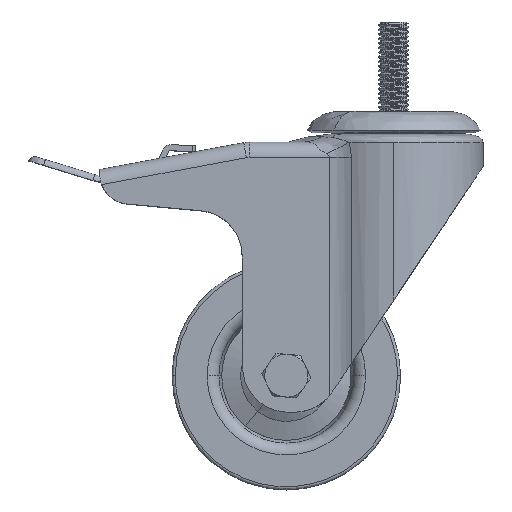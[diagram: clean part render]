
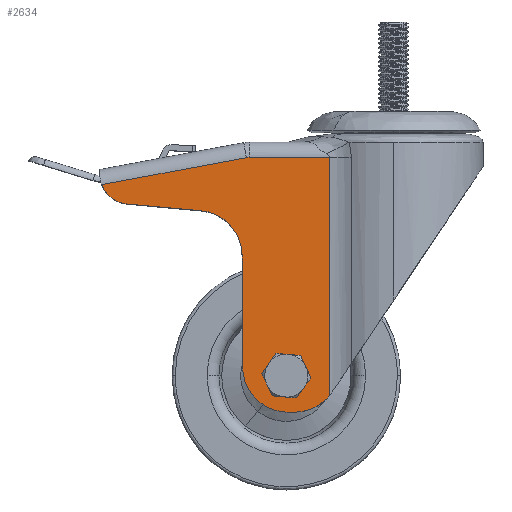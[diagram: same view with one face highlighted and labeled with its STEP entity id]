
A CAD part, top view. The second image highlights one B-rep face of the part: STEP entity #2634.
In plain terms, the highlighted planar face has unit normal (0, 0, 1).
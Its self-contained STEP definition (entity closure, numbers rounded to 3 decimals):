
#721 = VERTEX_POINT ( 'NONE', #16920 ) ;
#742 = LINE ( 'NONE', #5955, #16947 ) ;
#883 = ORIENTED_EDGE ( 'NONE', *, *, #14320, .T. ) ;
#1030 = DIRECTION ( 'NONE',  ( 1., 0., 0. ) ) ;
#1063 = CARTESIAN_POINT ( 'NONE',  ( -55.333, 14.602, 23.819 ) ) ;
#1628 = VECTOR ( 'NONE', #18137, 1000. ) ;
#2115 = ORIENTED_EDGE ( 'NONE', *, *, #8040, .F. ) ;
#2377 = VERTEX_POINT ( 'NONE', #21359 ) ;
#2634 = ADVANCED_FACE ( 'NONE', ( #12550, #12434 ), #9090, .T. ) ;
#2974 = DIRECTION ( 'NONE',  ( 0., 0., -1. ) ) ;
#3229 = CARTESIAN_POINT ( 'NONE',  ( -55.025, 14.602, 23.819 ) ) ;
#3289 = EDGE_LOOP ( 'NONE', ( #7433, #21340, #7835, #23651, #9826, #2115, #10614, #12491, #7268, #6148, #883 ) ) ;
#3382 = VERTEX_POINT ( 'NONE', #11509 ) ;
#3725 = DIRECTION ( 'NONE',  ( 1., 0., 0. ) ) ;
#4133 = CARTESIAN_POINT ( 'NONE',  ( -71.001, -2.913, 23.819 ) ) ;
#4154 = CARTESIAN_POINT ( 'NONE',  ( -42.25, -54.148, 23.819 ) ) ;
#4359 = VERTEX_POINT ( 'NONE', #23685 ) ;
#4521 = CARTESIAN_POINT ( 'NONE',  ( -94.205, 9.235, 23.819 ) ) ;
#4697 = DIRECTION ( 'NONE',  ( 0., 0., -1. ) ) ;
#4704 = LINE ( 'NONE', #19347, #20602 ) ;
#4866 = CARTESIAN_POINT ( 'NONE',  ( -55.942, 14.517, 23.819 ) ) ;
#4966 = CARTESIAN_POINT ( 'NONE',  ( -55.025, 14.602, 23.819 ) ) ;
#4968 = VECTOR ( 'NONE', #17460, 1000. ) ;
#5922 = CIRCLE ( 'NONE', #9378, 4. ) ;
#5955 = CARTESIAN_POINT ( 'NONE',  ( -24.45, 14.602, 23.819 ) ) ;
#6042 = DIRECTION ( 'NONE',  ( 1., 0., 0. ) ) ;
#6148 = ORIENTED_EDGE ( 'NONE', *, *, #11470, .T. ) ;
#6187 = LINE ( 'NONE', #9789, #4968 ) ;
#6528 = CARTESIAN_POINT ( 'NONE',  ( -40.219, -54.148, 23.819 ) ) ;
#6543 = DIRECTION ( 'NONE',  ( 0., 0., -1. ) ) ;
#6647 = CARTESIAN_POINT ( 'NONE',  ( -55.639, 14.574, 23.819 ) ) ;
#6846 = CARTESIAN_POINT ( 'NONE',  ( -28.672, -63.722, 23.819 ) ) ;
#7101 = AXIS2_PLACEMENT_3D ( 'NONE', #4521, #6543, #11779 ) ;
#7167 = EDGE_CURVE ( 'NONE', #21157, #22547, #11682, .T. ) ;
#7268 = ORIENTED_EDGE ( 'NONE', *, *, #8484, .T. ) ;
#7433 = ORIENTED_EDGE ( 'NONE', *, *, #16965, .F. ) ;
#7835 = ORIENTED_EDGE ( 'NONE', *, *, #12418, .F. ) ;
#8040 = EDGE_CURVE ( 'NONE', #13646, #10199, #20718, .T. ) ;
#8170 = CIRCLE ( 'NONE', #12359, 15. ) ;
#8181 = CARTESIAN_POINT ( 'NONE',  ( -103.537, 5.64, 23.819 ) ) ;
#8484 = EDGE_CURVE ( 'NONE', #21157, #19177, #4704, .T. ) ;
#8792 = CARTESIAN_POINT ( 'NONE',  ( -28.672, -69.148, 23.819 ) ) ;
#9027 = LINE ( 'NONE', #8792, #18524 ) ;
#9090 = PLANE ( 'NONE',  #19412 ) ;
#9149 = DIRECTION ( 'NONE',  ( 1., 0., 0. ) ) ;
#9158 = ORIENTED_EDGE ( 'NONE', *, *, #17743, .T. ) ;
#9378 = AXIS2_PLACEMENT_3D ( 'NONE', #14174, #16364, #9149 ) ;
#9679 = DIRECTION ( 'NONE',  ( -1., 0., 0. ) ) ;
#9743 = CIRCLE ( 'NONE', #19338, 4. ) ;
#9789 = CARTESIAN_POINT ( 'NONE',  ( -57.468, 19.454, 23.819 ) ) ;
#9826 = ORIENTED_EDGE ( 'NONE', *, *, #15813, .T. ) ;
#9989 = DIRECTION ( 'NONE',  ( 0., 0., -1. ) ) ;
#10199 = VERTEX_POINT ( 'NONE', #3229 ) ;
#10528 = EDGE_CURVE ( 'NONE', #13646, #22547, #14268, .T. ) ;
#10614 = ORIENTED_EDGE ( 'NONE', *, *, #10528, .T. ) ;
#10967 = EDGE_LOOP ( 'NONE', ( #9158, #11927 ) ) ;
#11071 = CARTESIAN_POINT ( 'NONE',  ( -57.25, -54.193, 23.819 ) ) ;
#11470 = EDGE_CURVE ( 'NONE', #19177, #3382, #19418, .T. ) ;
#11509 = CARTESIAN_POINT ( 'NONE',  ( -57.358, -17.807, 23.819 ) ) ;
#11682 = CIRCLE ( 'NONE', #7101, 10. ) ;
#11779 = DIRECTION ( 'NONE',  ( -1., 0., 0. ) ) ;
#11927 = ORIENTED_EDGE ( 'NONE', *, *, #22248, .T. ) ;
#12244 = CARTESIAN_POINT ( 'NONE',  ( -55.942, 14.517, 23.819 ) ) ;
#12359 = AXIS2_PLACEMENT_3D ( 'NONE', #4154, #9989, #6042 ) ;
#12418 = EDGE_CURVE ( 'NONE', #18504, #16825, #21782, .T. ) ;
#12434 = FACE_BOUND ( 'NONE', #10967, .T. ) ;
#12491 = ORIENTED_EDGE ( 'NONE', *, *, #7167, .F. ) ;
#12550 = FACE_OUTER_BOUND ( 'NONE', #3289, .T. ) ;
#12863 = AXIS2_PLACEMENT_3D ( 'NONE', #13776, #4697, #19341 ) ;
#13531 = CARTESIAN_POINT ( 'NONE',  ( -7.555, -69.148, 23.819 ) ) ;
#13646 = VERTEX_POINT ( 'NONE', #4866 ) ;
#13707 = DIRECTION ( 'NONE',  ( 1., 0., 0. ) ) ;
#13776 = CARTESIAN_POINT ( 'NONE',  ( -72.357, -17.852, 23.819 ) ) ;
#14174 = CARTESIAN_POINT ( 'NONE',  ( -42.841, -57.148, 23.819 ) ) ;
#14254 = VECTOR ( 'NONE', #1030, 1000. ) ;
#14268 = LINE ( 'NONE', #21640, #1628 ) ;
#14320 = EDGE_CURVE ( 'NONE', #3382, #21620, #6187, .T. ) ;
#15272 = CARTESIAN_POINT ( 'NONE',  ( -42.841, -57.148, 23.819 ) ) ;
#15813 = EDGE_CURVE ( 'NONE', #4359, #10199, #742, .T. ) ;
#16360 = DIRECTION ( 'NONE',  ( 0., 1., 0. ) ) ;
#16364 = DIRECTION ( 'NONE',  ( 0., 0., -1. ) ) ;
#16417 = CARTESIAN_POINT ( 'NONE',  ( -24.45, -69.148, 23.819 ) ) ;
#16825 = VERTEX_POINT ( 'NONE', #22264 ) ;
#16920 = CARTESIAN_POINT ( 'NONE',  ( -42.25, -69.148, 23.819 ) ) ;
#16947 = VECTOR ( 'NONE', #9679, 1000. ) ;
#16965 = EDGE_CURVE ( 'NONE', #721, #21620, #8170, .T. ) ;
#17097 = EDGE_CURVE ( 'NONE', #18504, #4359, #9027, .T. ) ;
#17295 = DIRECTION ( 'NONE',  ( 0.996, -0.09, 0. ) ) ;
#17460 = DIRECTION ( 'NONE',  ( 0.003, -1., 0. ) ) ;
#17743 = EDGE_CURVE ( 'NONE', #21375, #2377, #5922, .T. ) ;
#17749 = DIRECTION ( 'NONE',  ( 0., 0., 1. ) ) ;
#17920 = CARTESIAN_POINT ( 'NONE',  ( -95.11, -0.724, 23.819 ) ) ;
#18137 = DIRECTION ( 'NONE',  ( -0.983, -0.183, 0. ) ) ;
#18504 = VERTEX_POINT ( 'NONE', #6846 ) ;
#18524 = VECTOR ( 'NONE', #16360, 1000. ) ;
#18708 = AXIS2_PLACEMENT_3D ( 'NONE', #6528, #2974, #20822 ) ;
#18975 = LINE ( 'NONE', #13531, #14254 ) ;
#19177 = VERTEX_POINT ( 'NONE', #4133 ) ;
#19338 = AXIS2_PLACEMENT_3D ( 'NONE', #15272, #22654, #13707 ) ;
#19341 = DIRECTION ( 'NONE',  ( -1., 0., 0. ) ) ;
#19347 = CARTESIAN_POINT ( 'NONE',  ( -10.102, -8.443, 23.819 ) ) ;
#19412 = AXIS2_PLACEMENT_3D ( 'NONE', #16417, #17749, #3725 ) ;
#19418 = CIRCLE ( 'NONE', #12863, 15. ) ;
#20396 = EDGE_CURVE ( 'NONE', #721, #16825, #18975, .T. ) ;
#20602 = VECTOR ( 'NONE', #17295, 1000. ) ;
#20718 =( BOUNDED_CURVE ( )  B_SPLINE_CURVE ( 3, ( #12244, #6647, #1063, #4966 ),
 .UNSPECIFIED., .F., .F. ) 
 B_SPLINE_CURVE_WITH_KNOTS ( ( 4, 4 ),
 ( 0., 1. ),
 .UNSPECIFIED. ) 
 CURVE ( )  GEOMETRIC_REPRESENTATION_ITEM ( )  RATIONAL_B_SPLINE_CURVE ( ( 1., 0.997, 0.997, 1. ) ) 
 REPRESENTATION_ITEM ( '' )  );
#20822 = DIRECTION ( 'NONE',  ( 1., 0., 0. ) ) ;
#21157 = VERTEX_POINT ( 'NONE', #17920 ) ;
#21340 = ORIENTED_EDGE ( 'NONE', *, *, #20396, .T. ) ;
#21359 = CARTESIAN_POINT ( 'NONE',  ( -46.841, -57.148, 23.819 ) ) ;
#21375 = VERTEX_POINT ( 'NONE', #21826 ) ;
#21620 = VERTEX_POINT ( 'NONE', #11071 ) ;
#21640 = CARTESIAN_POINT ( 'NONE',  ( -55.942, 14.517, 23.819 ) ) ;
#21782 = CIRCLE ( 'NONE', #18708, 15. ) ;
#21826 = CARTESIAN_POINT ( 'NONE',  ( -38.841, -57.148, 23.819 ) ) ;
#22248 = EDGE_CURVE ( 'NONE', #2377, #21375, #9743, .T. ) ;
#22264 = CARTESIAN_POINT ( 'NONE',  ( -40.219, -69.148, 23.819 ) ) ;
#22547 = VERTEX_POINT ( 'NONE', #8181 ) ;
#22654 = DIRECTION ( 'NONE',  ( 0., 0., -1. ) ) ;
#23651 = ORIENTED_EDGE ( 'NONE', *, *, #17097, .T. ) ;
#23685 = CARTESIAN_POINT ( 'NONE',  ( -28.672, 14.602, 23.819 ) ) ;
